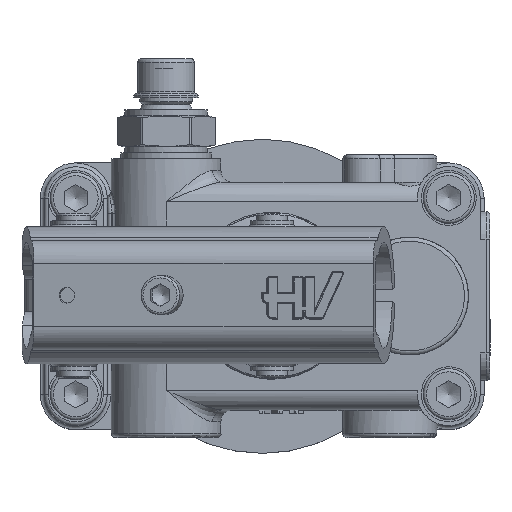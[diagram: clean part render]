
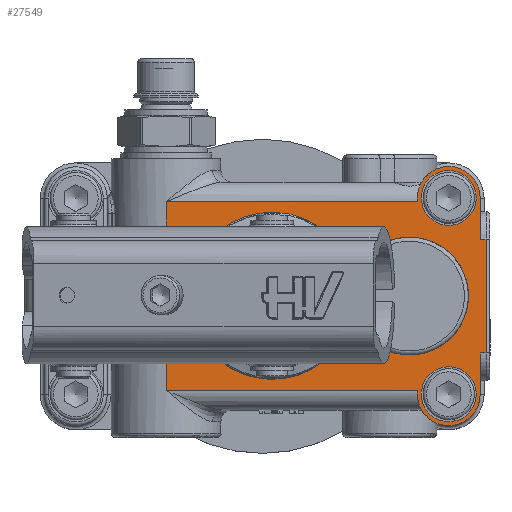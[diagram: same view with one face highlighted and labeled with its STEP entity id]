
A CAD part, top view. The second image highlights one B-rep face of the part: STEP entity #27549.
In plain terms, the highlighted planar face has unit normal (0, 0, 1).
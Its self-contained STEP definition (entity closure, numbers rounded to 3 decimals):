
#21367=CARTESIAN_POINT('',(111.0,9.,43.));
#21368=VERTEX_POINT('',#21367);
#21369=CARTESIAN_POINT('',(104.0,9.,43.));
#21370=DIRECTION('',(0.0,0.0,-1.0));
#21371=DIRECTION('',(1.0,0.0,0.0));
#21372=AXIS2_PLACEMENT_3D('',#21369,#21370,#21371);
#21373=CIRCLE('',#21372,7.);
#21374=EDGE_CURVE('',#21368,#21368,#21373,.T.);
#21407=CARTESIAN_POINT('',(111.,59.,43.));
#21408=VERTEX_POINT('',#21407);
#21409=CARTESIAN_POINT('',(104.,59.,43.));
#21410=DIRECTION('',(0.0,0.0,-1.0));
#21411=DIRECTION('',(1.0,0.0,0.0));
#21412=AXIS2_PLACEMENT_3D('',#21409,#21410,#21411);
#21413=CIRCLE('',#21412,7.);
#21414=EDGE_CURVE('',#21408,#21408,#21413,.T.);
#22869=CARTESIAN_POINT('',(112.,9.,43.));
#22870=VERTEX_POINT('',#22869);
#22877=CARTESIAN_POINT('',(96.0,9.,43.));
#22878=VERTEX_POINT('',#22877);
#22879=CARTESIAN_POINT('',(104.0,9.,43.));
#22880=DIRECTION('',(0.0,0.0,-1.0));
#22881=DIRECTION('',(-1.0,0.0,0.0));
#22882=AXIS2_PLACEMENT_3D('',#22879,#22880,#22881);
#22883=CIRCLE('',#22882,8.0);
#22884=EDGE_CURVE('',#22870,#22878,#22883,.T.);
#23022=CARTESIAN_POINT('',(83.0,23.802,43.));
#23023=VERTEX_POINT('',#23022);
#23031=CARTESIAN_POINT('',(83.0,44.198,43.));
#23032=VERTEX_POINT('',#23031);
#23033=CARTESIAN_POINT('',(94.,34.0,43.));
#23034=DIRECTION('',(0.0,0.0,-1.0));
#23035=DIRECTION('',(-1.0,0.0,0.0));
#23036=AXIS2_PLACEMENT_3D('',#23033,#23034,#23035);
#23037=CIRCLE('',#23036,15.0);
#23038=EDGE_CURVE('',#23032,#23023,#23037,.T.);
#23057=CARTESIAN_POINT('',(83.0,23.802,43.));
#23058=DIRECTION('',(0.0,1.0,0.0));
#23059=VECTOR('',#23058,20.396);
#23060=LINE('',#23057,#23059);
#23061=EDGE_CURVE('',#23023,#23032,#23060,.T.);
#23567=CARTESIAN_POINT('',(96.,59.,43.));
#23568=VERTEX_POINT('',#23567);
#23575=CARTESIAN_POINT('',(112.0,59.,43.));
#23576=VERTEX_POINT('',#23575);
#23577=CARTESIAN_POINT('',(104.,59.,43.));
#23578=DIRECTION('',(0.0,0.0,-1.0));
#23579=DIRECTION('',(1.0,0.0,0.0));
#23580=AXIS2_PLACEMENT_3D('',#23577,#23578,#23579);
#23581=CIRCLE('',#23580,8.0);
#23582=EDGE_CURVE('',#23568,#23576,#23581,.T.);
#23607=CARTESIAN_POINT('',(32.,58.,43.));
#23608=VERTEX_POINT('',#23607);
#23624=CARTESIAN_POINT('',(96.,58.,43.));
#23625=VERTEX_POINT('',#23624);
#23626=CARTESIAN_POINT('',(96.,58.,43.));
#23627=DIRECTION('',(-1.0,0.0,0.0));
#23628=VECTOR('',#23627,64.);
#23629=LINE('',#23626,#23628);
#23630=EDGE_CURVE('',#23625,#23608,#23629,.T.);
#24426=CARTESIAN_POINT('',(32.,44.122,43.));
#24427=VERTEX_POINT('',#24426);
#24438=CARTESIAN_POINT('',(32.0,44.122,43.0));
#24439=DIRECTION('',(0.0,1.0,0.0));
#24440=VECTOR('',#24439,13.878);
#24441=LINE('',#24438,#24440);
#24442=EDGE_CURVE('',#24427,#23608,#24441,.T.);
#25130=CARTESIAN_POINT('',(32.,10.0,43.));
#25131=VERTEX_POINT('',#25130);
#25600=CARTESIAN_POINT('',(32.,23.878,43.));
#25601=VERTEX_POINT('',#25600);
#25602=CARTESIAN_POINT('',(32.0,10.,43.0));
#25603=DIRECTION('',(0.0,1.0,0.0));
#25604=VECTOR('',#25603,13.878);
#25605=LINE('',#25602,#25604);
#25606=EDGE_CURVE('',#25131,#25601,#25605,.T.);
#25699=CARTESIAN_POINT('',(96.0,10.0,43.));
#25700=VERTEX_POINT('',#25699);
#25708=CARTESIAN_POINT('',(96.0,10.0,43.));
#25709=DIRECTION('',(-1.0,0.0,0.0));
#25710=VECTOR('',#25709,64.);
#25711=LINE('',#25708,#25710);
#25712=EDGE_CURVE('',#25700,#25131,#25711,.T.);
#26951=CARTESIAN_POINT('',(113.5,48.5,43.));
#26952=VERTEX_POINT('',#26951);
#26995=CARTESIAN_POINT('',(113.5,19.5,43.));
#26996=VERTEX_POINT('',#26995);
#27013=CARTESIAN_POINT('',(113.5,48.5,43.));
#27014=DIRECTION('',(0.0,-1.0,0.0));
#27015=VECTOR('',#27014,29.);
#27016=LINE('',#27013,#27015);
#27017=EDGE_CURVE('',#26952,#26996,#27016,.T.);
#27436=CARTESIAN_POINT('',(112.0,19.5,43.));
#27437=VERTEX_POINT('',#27436);
#27438=CARTESIAN_POINT('',(112.0,19.5,43.));
#27439=DIRECTION('',(1.0,0.0,0.0));
#27440=VECTOR('',#27439,1.5);
#27441=LINE('',#27438,#27440);
#27442=EDGE_CURVE('',#27437,#26996,#27441,.T.);
#27455=CARTESIAN_POINT('',(104.,34.,43.));
#27456=DIRECTION('',(0.0,0.0,1.0));
#27457=DIRECTION('',(1.0,0.0,0.0));
#27458=AXIS2_PLACEMENT_3D('',#27455,#27456,#27457);
#27459=PLANE('',#27458);
#27460=ORIENTED_EDGE('',*,*,#27017,.F.);
#27461=CARTESIAN_POINT('',(112.,48.5,43.));
#27462=VERTEX_POINT('',#27461);
#27463=CARTESIAN_POINT('',(112.,48.5,43.));
#27464=DIRECTION('',(1.0,0.0,0.0));
#27465=VECTOR('',#27464,1.5);
#27466=LINE('',#27463,#27465);
#27467=EDGE_CURVE('',#27462,#26952,#27466,.T.);
#27468=ORIENTED_EDGE('',*,*,#27467,.F.);
#27469=CARTESIAN_POINT('',(112.0,59.,43.));
#27470=DIRECTION('',(0.0,-1.0,0.0));
#27471=VECTOR('',#27470,10.5);
#27472=LINE('',#27469,#27471);
#27473=EDGE_CURVE('',#23576,#27462,#27472,.T.);
#27474=ORIENTED_EDGE('',*,*,#27473,.F.);
#27475=ORIENTED_EDGE('',*,*,#23582,.F.);
#27476=CARTESIAN_POINT('',(96.,58.,43.));
#27477=DIRECTION('',(0.0,1.0,0.0));
#27478=VECTOR('',#27477,1.);
#27479=LINE('',#27476,#27478);
#27480=EDGE_CURVE('',#23625,#23568,#27479,.T.);
#27481=ORIENTED_EDGE('',*,*,#27480,.F.);
#27482=ORIENTED_EDGE('',*,*,#23630,.T.);
#27483=ORIENTED_EDGE('',*,*,#24442,.F.);
#27484=CARTESIAN_POINT('',(33.732,41.0,43.));
#27485=VERTEX_POINT('',#27484);
#27486=CARTESIAN_POINT('',(33.732,41.0,43.));
#27487=CARTESIAN_POINT('',(33.732,41.528,43.));
#27488=CARTESIAN_POINT('',(33.438,42.767,43.));
#27489=CARTESIAN_POINT('',(32.582,43.719,43.));
#27490=CARTESIAN_POINT('',(32.,44.122,43.));
#27491=B_SPLINE_CURVE_WITH_KNOTS('',3,(#27486,#27487,#27488,#27489,#27490),.UNSPECIFIED.,.F.,.U.,(4,1,4),(2.696,2.855,3.066),.UNSPECIFIED.);
#27492=EDGE_CURVE('',#27485,#24427,#27491,.T.);
#27493=ORIENTED_EDGE('',*,*,#27492,.F.);
#27494=CARTESIAN_POINT('',(33.732,27.,43.));
#27495=VERTEX_POINT('',#27494);
#27496=CARTESIAN_POINT('',(33.732,27.,43.));
#27497=DIRECTION('',(0.0,1.0,0.0));
#27498=VECTOR('',#27497,14.);
#27499=LINE('',#27496,#27498);
#27500=EDGE_CURVE('',#27495,#27485,#27499,.T.);
#27501=ORIENTED_EDGE('',*,*,#27500,.F.);
#27502=CARTESIAN_POINT('',(32.,23.878,43.));
#27503=CARTESIAN_POINT('',(32.433,24.178,43.));
#27504=CARTESIAN_POINT('',(33.336,25.067,43.));
#27505=CARTESIAN_POINT('',(33.732,26.29,43.0));
#27506=CARTESIAN_POINT('',(33.732,27.,43.));
#27507=B_SPLINE_CURVE_WITH_KNOTS('',3,(#27502,#27503,#27504,#27505,#27506),.UNSPECIFIED.,.F.,.U.,(4,1,4),(2.696,2.854,3.065),.UNSPECIFIED.);
#27508=EDGE_CURVE('',#25601,#27495,#27507,.T.);
#27509=ORIENTED_EDGE('',*,*,#27508,.F.);
#27510=ORIENTED_EDGE('',*,*,#25606,.F.);
#27511=ORIENTED_EDGE('',*,*,#25712,.F.);
#27512=CARTESIAN_POINT('',(96.,9.,43.));
#27513=DIRECTION('',(0.0,1.0,0.0));
#27514=VECTOR('',#27513,1.);
#27515=LINE('',#27512,#27514);
#27516=EDGE_CURVE('',#22878,#25700,#27515,.T.);
#27517=ORIENTED_EDGE('',*,*,#27516,.F.);
#27518=ORIENTED_EDGE('',*,*,#22884,.F.);
#27519=CARTESIAN_POINT('',(112.,19.5,43.));
#27520=DIRECTION('',(0.0,-1.0,0.0));
#27521=VECTOR('',#27520,10.5);
#27522=LINE('',#27519,#27521);
#27523=EDGE_CURVE('',#27437,#22870,#27522,.T.);
#27524=ORIENTED_EDGE('',*,*,#27523,.F.);
#27525=ORIENTED_EDGE('',*,*,#27442,.T.);
#27526=EDGE_LOOP('',(#27460,#27468,#27474,#27475,#27481,#27482,#27483,#27493,#27501,#27509,#27510,#27511,#27517,#27518,#27524,#27525));
#27527=FACE_OUTER_BOUND('',#27526,.T.);
#27528=ORIENTED_EDGE('',*,*,#21374,.T.);
#27529=EDGE_LOOP('',(#27528));
#27530=FACE_BOUND('',#27529,.T.);
#27531=ORIENTED_EDGE('',*,*,#21414,.T.);
#27532=EDGE_LOOP('',(#27531));
#27533=FACE_BOUND('',#27532,.T.);
#27534=ORIENTED_EDGE('',*,*,#23038,.T.);
#27535=ORIENTED_EDGE('',*,*,#23061,.T.);
#27536=EDGE_LOOP('',(#27534,#27535));
#27537=FACE_BOUND('',#27536,.T.);
#27538=CARTESIAN_POINT('',(46.28,21.264,43.));
#27539=VERTEX_POINT('',#27538);
#27540=CARTESIAN_POINT('',(59.,34.0,43.));
#27541=DIRECTION('',(0.0,0.0,1.0));
#27542=DIRECTION('',(0.707,0.708,0.0));
#27543=AXIS2_PLACEMENT_3D('',#27540,#27541,#27542);
#27544=CIRCLE('',#27543,18.);
#27545=EDGE_CURVE('',#27539,#27539,#27544,.T.);
#27546=ORIENTED_EDGE('',*,*,#27545,.F.);
#27547=EDGE_LOOP('',(#27546));
#27548=FACE_BOUND('',#27547,.T.);
#27549=ADVANCED_FACE('',(#27527,#27530,#27533,#27537,#27548),#27459,.T.);
